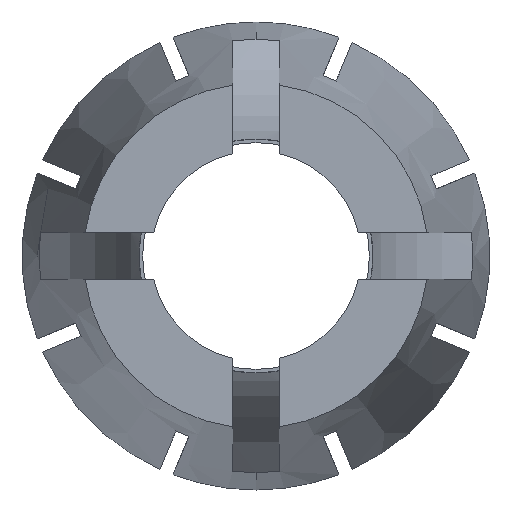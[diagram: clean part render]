
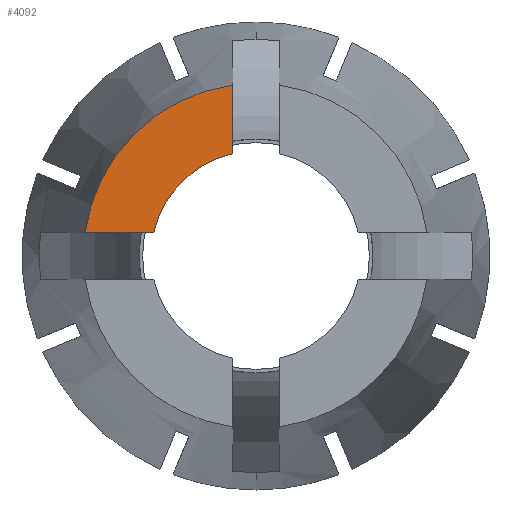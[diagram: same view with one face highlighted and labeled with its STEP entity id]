
A CAD part, left-side view. The second image highlights one B-rep face of the part: STEP entity #4092.
In plain terms, the highlighted planar face has unit normal (-1, 0, 0).
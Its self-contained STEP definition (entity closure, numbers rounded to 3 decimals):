
#73 = CARTESIAN_POINT ( 'NONE',  ( -40., 1.65, 0. ) ) ;
#190 = CIRCLE ( 'NONE', #1340, 7.4 ) ;
#352 = CARTESIAN_POINT ( 'NONE',  ( -40., -12.158, 0. ) ) ;
#442 = EDGE_CURVE ( 'NONE', #3990, #552, #2105, .T. ) ;
#472 = ORIENTED_EDGE ( 'NONE', *, *, #442, .T. ) ;
#529 = EDGE_CURVE ( 'NONE', #614, #3990, #190, .T. ) ;
#542 = DIRECTION ( 'NONE',  ( 0., 1., 0. ) ) ;
#552 = VERTEX_POINT ( 'NONE', #1106 ) ;
#614 = VERTEX_POINT ( 'NONE', #4364 ) ;
#695 = DIRECTION ( 'NONE',  ( 0., 0., 1. ) ) ;
#726 = DIRECTION ( 'NONE',  ( 0., 0., 1. ) ) ;
#857 = VERTEX_POINT ( 'NONE', #1318 ) ;
#1098 = ORIENTED_EDGE ( 'NONE', *, *, #529, .T. ) ;
#1106 = CARTESIAN_POINT ( 'NONE',  ( -40., 1.65, 12.045 ) ) ;
#1303 = CARTESIAN_POINT ( 'NONE',  ( -40., 1.65, 7.214 ) ) ;
#1318 = CARTESIAN_POINT ( 'NONE',  ( -40., 12.045, 1.65 ) ) ;
#1340 = AXIS2_PLACEMENT_3D ( 'NONE', #2151, #4109, #4122 ) ;
#1342 = ORIENTED_EDGE ( 'NONE', *, *, #3868, .F. ) ;
#1563 = CARTESIAN_POINT ( 'NONE',  ( -40., -12.158, 1.65 ) ) ;
#1844 = EDGE_CURVE ( 'NONE', #857, #552, #4292, .T. ) ;
#1955 = EDGE_LOOP ( 'NONE', ( #1098, #472, #3858, #1342 ) ) ;
#2062 = PLANE ( 'NONE',  #2859 ) ;
#2105 = LINE ( 'NONE', #73, #2986 ) ;
#2126 = LINE ( 'NONE', #1563, #3699 ) ;
#2151 = CARTESIAN_POINT ( 'NONE',  ( -40., 0., 0. ) ) ;
#2296 = AXIS2_PLACEMENT_3D ( 'NONE', #4113, #4081, #3999 ) ;
#2726 = DIRECTION ( 'NONE',  ( -1., 0., 0. ) ) ;
#2859 = AXIS2_PLACEMENT_3D ( 'NONE', #352, #2726, #695 ) ;
#2986 = VECTOR ( 'NONE', #726, 1000. ) ;
#3059 = FACE_OUTER_BOUND ( 'NONE', #1955, .T. ) ;
#3699 = VECTOR ( 'NONE', #542, 1000. ) ;
#3858 = ORIENTED_EDGE ( 'NONE', *, *, #1844, .F. ) ;
#3868 = EDGE_CURVE ( 'NONE', #614, #857, #2126, .T. ) ;
#3990 = VERTEX_POINT ( 'NONE', #1303 ) ;
#3999 = DIRECTION ( 'NONE',  ( 0., 0., -1. ) ) ;
#4081 = DIRECTION ( 'NONE',  ( 1., 0., 0. ) ) ;
#4092 = ADVANCED_FACE ( 'NONE', ( #3059 ), #2062, .T. ) ;
#4109 = DIRECTION ( 'NONE',  ( 1., 0., 0. ) ) ;
#4113 = CARTESIAN_POINT ( 'NONE',  ( -40., 0., 0. ) ) ;
#4122 = DIRECTION ( 'NONE',  ( 0., 0., -1. ) ) ;
#4292 = CIRCLE ( 'NONE', #2296, 12.158 ) ;
#4364 = CARTESIAN_POINT ( 'NONE',  ( -40., 7.214, 1.65 ) ) ;
